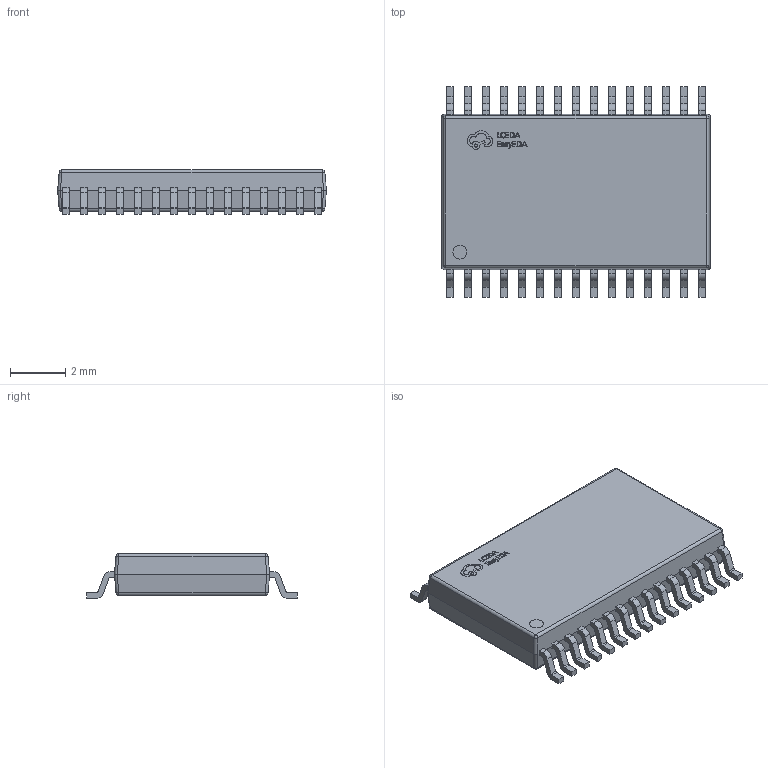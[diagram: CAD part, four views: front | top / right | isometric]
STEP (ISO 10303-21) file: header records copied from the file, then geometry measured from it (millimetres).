
FILE_DESCRIPTION (( 'STEP AP214' ), '1' );
FILE_NAME ('SSOP-30_L9.7-W5.6-P0.65-LS7.6-BL.step', '2022-07-26T10:31:51', ( '' ), ( '' ), 'SwSTEP 2.0', 'SolidWorks 2020', '' );
FILE_SCHEMA (( 'AUTOMOTIVE_DESIGN' ));
Length unit declared in the file: millimetre
Products named in the file (1): SSOP-30_L9.7-W5.6-P0.65-LS7.6-BL
Bounding box: 9.7 x 7.6 x 1.6 mm (x, y, z)
Volume: 82 mm3; surface area: 187.7 mm2
Topology: 14 solids, 14 shells, 717 faces, 2011 edges, 1330 vertices
Faces by surface type: plane 459, cylinder 138, bspline 112, sphere 8
Entity records: 32191 total; most frequent: CARTESIAN_POINT 6175, ORIENTED_EDGE 4022, DIRECTION 3259, EDGE_CURVE 2011, LINE 1511, VECTOR 1511, VERTEX_POINT 1330, AXIS2_PLACEMENT_3D 874
